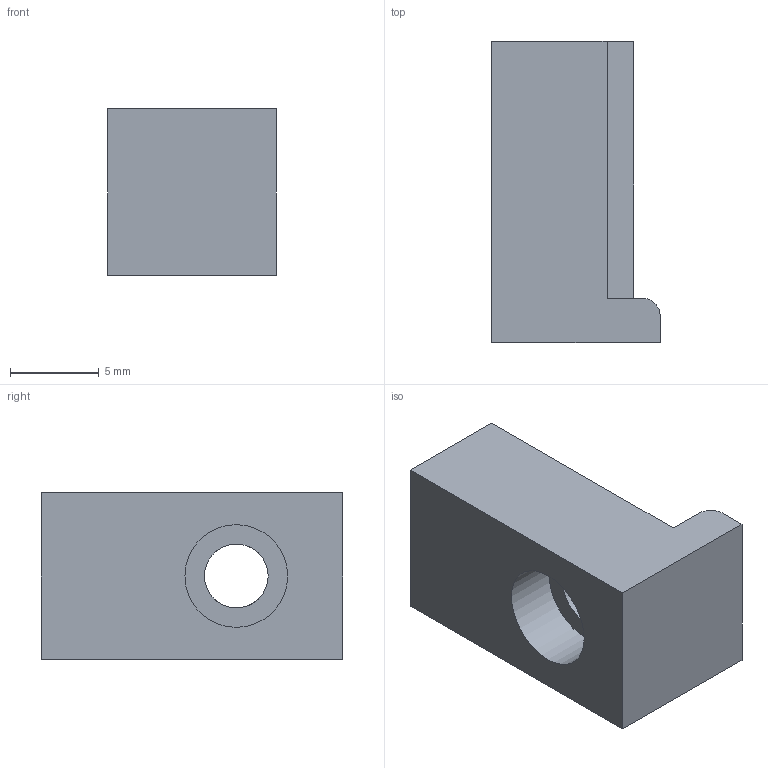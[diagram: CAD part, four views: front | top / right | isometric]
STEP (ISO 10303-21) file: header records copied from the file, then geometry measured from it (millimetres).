
FILE_DESCRIPTION(('FreeCAD Model'),'2;1');
FILE_NAME( 'x-carriage-B.stp', '2014-11-15T11:56:41',('FreeCAD'),('FreeCAD'), 'Open CASCADE STEP processor 6.7','FreeCAD','Unknown');
FILE_SCHEMA(('AUTOMOTIVE_DESIGN_CC2 { 1 2 10303 214 -1 1 5 4 }'));
Length unit declared in the file: millimetre
Products named in the file (1): x-carriage-B-final
Bounding box: 9.5 x 17 x 9.4 mm (x, y, z)
Volume: 1052.5 mm3; surface area: 846.1 mm2
Topology: 1 solids, 1 shells, 21 faces, 55 edges, 36 vertices
Faces by surface type: plane 18, cylinder 3
Full cylindrical faces by diameter (mm): 3.6 x1, 5.8 x1
Entity records: 1441 total; most frequent: CARTESIAN_POINT 311, DIRECTION 209, LINE 137, VECTOR 137, ORIENTED_EDGE 110, PCURVE 110, DEFINITIONAL_REPRESENTATION 110, EDGE_CURVE 55
